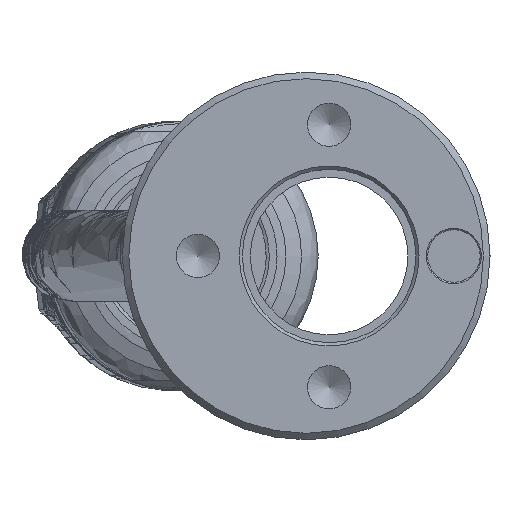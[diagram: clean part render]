
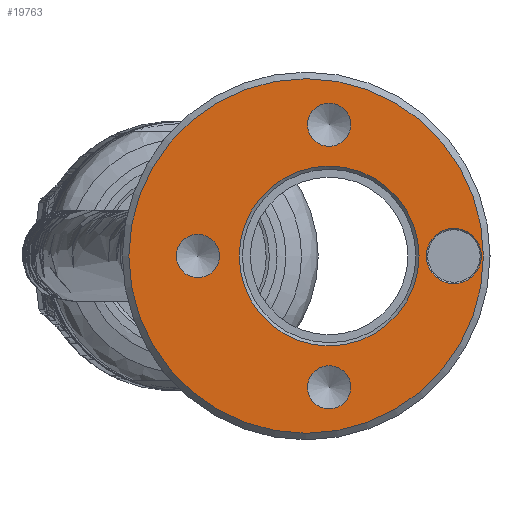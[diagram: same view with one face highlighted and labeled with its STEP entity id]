
A CAD part, left-side view. The second image highlights one B-rep face of the part: STEP entity #19763.
In plain terms, the highlighted planar face has unit normal (-1, 0, 0).
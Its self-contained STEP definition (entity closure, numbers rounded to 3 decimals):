
#252 = VERTEX_POINT ( 'NONE', #8762 ) ;
#424 = DIRECTION ( 'NONE',  ( 0., 0., 1. ) ) ;
#586 = EDGE_LOOP ( 'NONE', ( #23782 ) ) ;
#1911 = DIRECTION ( 'NONE',  ( -1., 0., 0. ) ) ;
#1986 = VERTEX_POINT ( 'NONE', #20455 ) ;
#2212 = CARTESIAN_POINT ( 'NONE',  ( 0., 0., 0. ) ) ;
#3459 = VERTEX_POINT ( 'NONE', #29878 ) ;
#3604 = EDGE_CURVE ( 'NONE', #3459, #3459, #9088, .T. ) ;
#3674 = ORIENTED_EDGE ( 'NONE', *, *, #37613, .F. ) ;
#4125 = DIRECTION ( 'NONE',  ( -1., 0., 0. ) ) ;
#5307 = EDGE_CURVE ( 'NONE', #42972, #42972, #41810, .T. ) ;
#5893 = DIRECTION ( 'NONE',  ( 0., 0., -1. ) ) ;
#8762 = CARTESIAN_POINT ( 'NONE',  ( 0., 8.25, 1.65 ) ) ;
#8942 = CARTESIAN_POINT ( 'NONE',  ( 0., -11.25, 0. ) ) ;
#8976 = ORIENTED_EDGE ( 'NONE', *, *, #32475, .F. ) ;
#9088 = CIRCLE ( 'NONE', #29072, 1.65 ) ;
#9776 = DIRECTION ( 'NONE',  ( 0., 0., 1. ) ) ;
#11239 = EDGE_LOOP ( 'NONE', ( #3674 ) ) ;
#11937 = CIRCLE ( 'NONE', #21892, 1.65 ) ;
#13503 = EDGE_LOOP ( 'NONE', ( #8976 ) ) ;
#14950 = DIRECTION ( 'NONE',  ( -1., 0., 0. ) ) ;
#15252 = DIRECTION ( 'NONE',  ( 0., 0., -1. ) ) ;
#15474 = AXIS2_PLACEMENT_3D ( 'NONE', #2212, #40586, #23814 ) ;
#16321 = CIRCLE ( 'NONE', #55342, 2.1 ) ;
#16740 = EDGE_LOOP ( 'NONE', ( #20566 ) ) ;
#17843 = FACE_BOUND ( 'NONE', #37557, .T. ) ;
#18413 = CARTESIAN_POINT ( 'NONE',  ( 0., 0., 0. ) ) ;
#18698 = FACE_BOUND ( 'NONE', #11239, .T. ) ;
#18977 = FACE_BOUND ( 'NONE', #586, .T. ) ;
#19763 = ADVANCED_FACE ( 'NONE', ( #17843, #49112, #18977, #18698, #44843, #40000 ), #36300, .F. ) ;
#20219 = AXIS2_PLACEMENT_3D ( 'NONE', #18413, #53365, #5893 ) ;
#20455 = CARTESIAN_POINT ( 'NONE',  ( 0., -11.25, 2.1 ) ) ;
#20566 = ORIENTED_EDGE ( 'NONE', *, *, #46990, .F. ) ;
#21006 = VERTEX_POINT ( 'NONE', #47162 ) ;
#21892 = AXIS2_PLACEMENT_3D ( 'NONE', #40858, #1911, #37144 ) ;
#23782 = ORIENTED_EDGE ( 'NONE', *, *, #3604, .F. ) ;
#23814 = DIRECTION ( 'NONE',  ( 0., 0., -1. ) ) ;
#25955 = ORIENTED_EDGE ( 'NONE', *, *, #5307, .T. ) ;
#28152 = AXIS2_PLACEMENT_3D ( 'NONE', #54193, #50222, #15252 ) ;
#29072 = AXIS2_PLACEMENT_3D ( 'NONE', #53543, #49559, #9776 ) ;
#29251 = VERTEX_POINT ( 'NONE', #39161 ) ;
#29878 = CARTESIAN_POINT ( 'NONE',  ( 0., -1.75, -8.35 ) ) ;
#30158 = CARTESIAN_POINT ( 'NONE',  ( 0., 0., -13.5 ) ) ;
#32475 = EDGE_CURVE ( 'NONE', #1986, #1986, #16321, .T. ) ;
#33782 = AXIS2_PLACEMENT_3D ( 'NONE', #53899, #14950, #53615 ) ;
#36300 = PLANE ( 'NONE',  #20219 ) ;
#37144 = DIRECTION ( 'NONE',  ( 0., 0., 1. ) ) ;
#37557 = EDGE_LOOP ( 'NONE', ( #50099 ) ) ;
#37613 = EDGE_CURVE ( 'NONE', #252, #252, #40158, .T. ) ;
#39161 = CARTESIAN_POINT ( 'NONE',  ( 0., -1.75, 11.65 ) ) ;
#40000 = FACE_OUTER_BOUND ( 'NONE', #53497, .T. ) ;
#40158 = CIRCLE ( 'NONE', #33782, 1.65 ) ;
#40586 = DIRECTION ( 'NONE',  ( -1., 0., 0. ) ) ;
#40858 = CARTESIAN_POINT ( 'NONE',  ( 0., -1.75, 10. ) ) ;
#41810 = CIRCLE ( 'NONE', #15474, 13.5 ) ;
#42697 = CIRCLE ( 'NONE', #28152, 6.85 ) ;
#42972 = VERTEX_POINT ( 'NONE', #30158 ) ;
#44843 = FACE_BOUND ( 'NONE', #16740, .T. ) ;
#46990 = EDGE_CURVE ( 'NONE', #29251, #29251, #11937, .T. ) ;
#47162 = CARTESIAN_POINT ( 'NONE',  ( 0., -1.75, -6.85 ) ) ;
#49112 = FACE_BOUND ( 'NONE', #13503, .T. ) ;
#49483 = EDGE_CURVE ( 'NONE', #21006, #21006, #42697, .T. ) ;
#49559 = DIRECTION ( 'NONE',  ( -1., 0., 0. ) ) ;
#50099 = ORIENTED_EDGE ( 'NONE', *, *, #49483, .T. ) ;
#50222 = DIRECTION ( 'NONE',  ( 1., 0., 0. ) ) ;
#53365 = DIRECTION ( 'NONE',  ( 1., 0., 0. ) ) ;
#53497 = EDGE_LOOP ( 'NONE', ( #25955 ) ) ;
#53543 = CARTESIAN_POINT ( 'NONE',  ( 0., -1.75, -10. ) ) ;
#53615 = DIRECTION ( 'NONE',  ( 0., 0., 1. ) ) ;
#53899 = CARTESIAN_POINT ( 'NONE',  ( 0., 8.25, 0. ) ) ;
#54193 = CARTESIAN_POINT ( 'NONE',  ( 0., -1.75, 0. ) ) ;
#55342 = AXIS2_PLACEMENT_3D ( 'NONE', #8942, #4125, #424 ) ;
